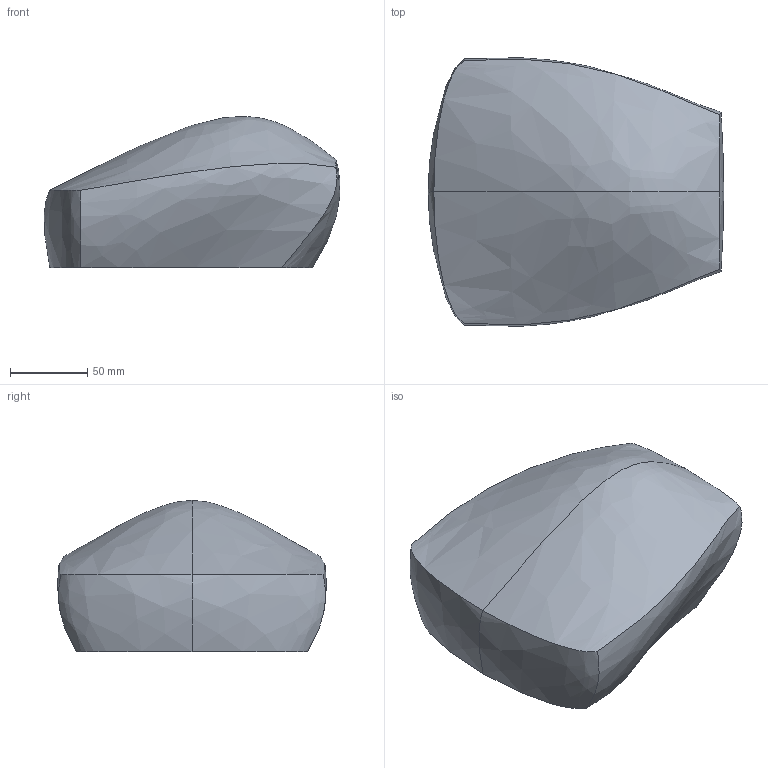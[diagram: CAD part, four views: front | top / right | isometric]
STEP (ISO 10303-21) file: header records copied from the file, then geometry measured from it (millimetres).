
FILE_DESCRIPTION(('FreeCAD Model'),'2;1');
FILE_NAME('Step export solid check 01.step', '2017-01-09T20:26:12',('Author'),(''), 'Open CASCADE STEP processor 7.0','FreeCAD','Unknown');
FILE_SCHEMA(('AUTOMOTIVE_DESIGN_CC2 { 1 2 10303 214 -1 1 5 4 }'));
Length unit declared in the file: millimetre
Products named in the file (2): ASSEMBLY; Solid001
Assembly tree (1 placements, depth 2):
  ASSEMBLY
    Solid001
Bounding box: 191.15 x 173.76 x 97.85 mm (x, y, z)
Volume: 1882724.5 mm3; surface area: 87321.1 mm2
Topology: 1 solids, 1 shells, 10 faces, 20 edges, 12 vertices
Faces by surface type: bspline 10
Entity records: 687 total; most frequent: CARTESIAN_POINT 298, DIRECTION 40, ORIENTED_EDGE 40, PCURVE 40, DEFINITIONAL_REPRESENTATION 40, LINE 36, VECTOR 36, B_SPLINE_CURVE_WITH_KNOTS 24
